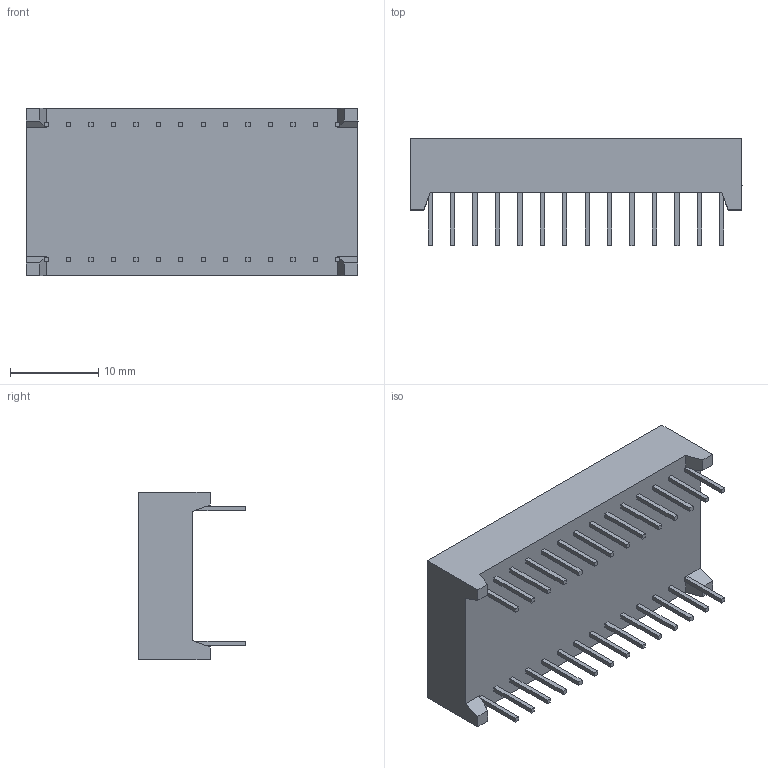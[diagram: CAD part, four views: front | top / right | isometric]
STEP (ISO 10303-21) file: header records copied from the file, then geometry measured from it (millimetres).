
FILE_DESCRIPTION (( 'STEP AP214' ), '1' );
FILE_NAME ('XDXX14X3-X.STEP', '2015-09-11T17:02:04', ( '' ), ( '' ), 'SwSTEP 2.0', 'SolidWorks 2012', '' );
FILE_SCHEMA (( 'AUTOMOTIVE_DESIGN' ));
Length unit declared in the file: millimetre
Products named in the file (1): XDXX14X3-X
Bounding box: 37.6 x 12.1 x 19 mm (x, y, z)
Volume: 4418.8 mm3; surface area: 2519.7 mm2
Topology: 1 solids, 1 shells, 524 faces, 1362 edges, 908 vertices
Faces by surface type: plane 407, bspline 99, cylinder 18
Entity records: 20429 total; most frequent: CARTESIAN_POINT 8150, ORIENTED_EDGE 2724, DIRECTION 2052, EDGE_CURVE 1362, VECTOR 1128, LINE 1128, VERTEX_POINT 908, EDGE_LOOP 592
